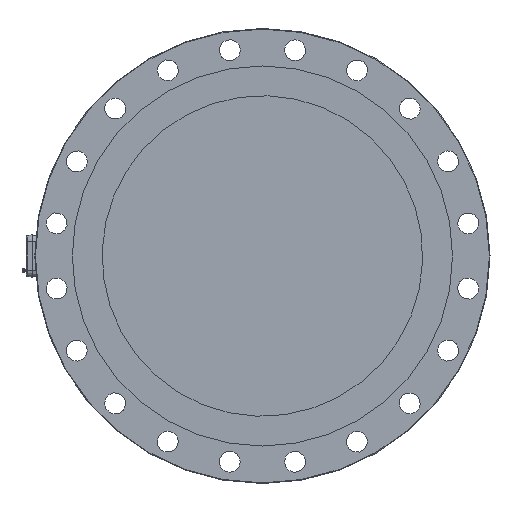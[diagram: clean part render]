
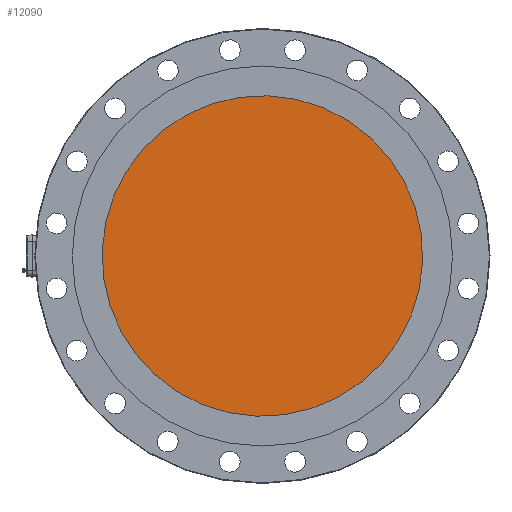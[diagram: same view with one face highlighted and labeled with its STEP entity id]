
A CAD part, left-side view. The second image highlights one B-rep face of the part: STEP entity #12090.
In plain terms, the highlighted planar face has unit normal (-1, 0, 0).
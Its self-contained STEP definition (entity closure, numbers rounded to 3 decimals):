
#2752=PLANE('',#12951);
#3483=FACE_OUTER_BOUND('',#4282,.T.);
#4282=EDGE_LOOP('',(#9551));
#4776=CIRCLE('',#12944,265.);
#5604=VERTEX_POINT('',#21672);
#6991=EDGE_CURVE('',#5604,#5604,#4776,.T.);
#9551=ORIENTED_EDGE('',*,*,#6991,.F.);
#12090=ADVANCED_FACE('',(#3483),#2752,.T.);
#12944=AXIS2_PLACEMENT_3D('',#21673,#15204,#15205);
#12951=AXIS2_PLACEMENT_3D('',#22336,#15224,#15225);
#15204=DIRECTION('center_axis',(1.,0.,0.));
#15205=DIRECTION('ref_axis',(0.,0.,-1.));
#15224=DIRECTION('center_axis',(-1.,0.,0.));
#15225=DIRECTION('ref_axis',(0.,0.,-1.));
#21672=CARTESIAN_POINT('',(-377.,0.,-265.));
#21673=CARTESIAN_POINT('Origin',(-377.,0.,0.));
#22336=CARTESIAN_POINT('Origin',(-377.,0.,0.));
